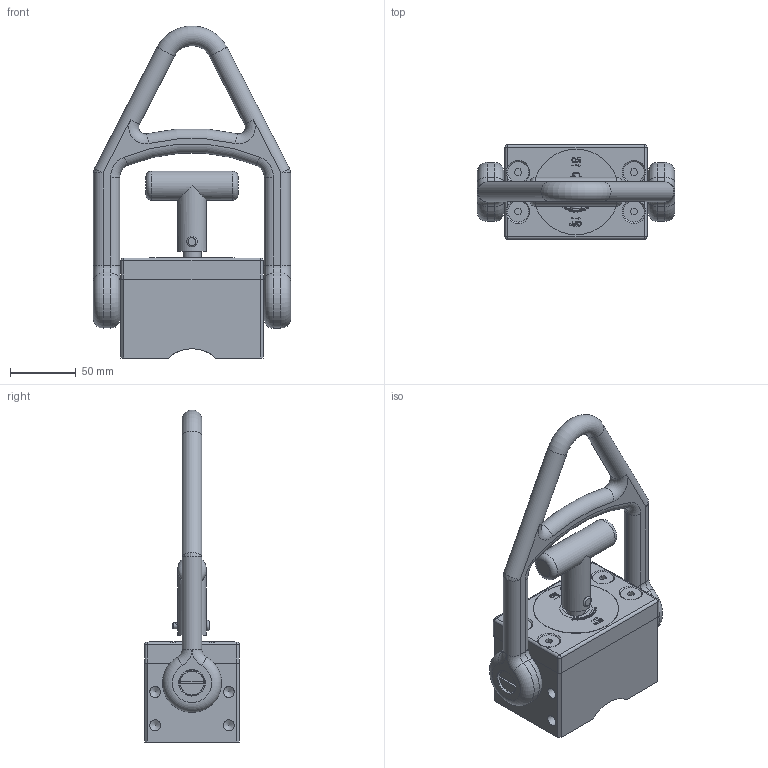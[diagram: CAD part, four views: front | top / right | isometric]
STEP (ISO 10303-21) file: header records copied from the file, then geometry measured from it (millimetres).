
FILE_DESCRIPTION(/* description */ ('HMS-MLAY1000 LIFT MAGNET-70MM'),/* implementation_level */ '2;1');
FILE_NAME(/* name */ 'MS-8100088.stp',/* time_stamp */ '2018-04-18T14:24:35+02:00',/* author */ ('rm'),/* organization */ (''),/* preprocessor_version */ 'ST-DEVELOPER v16.5',/* originating_system */ 'Autodesk Inventor 2017',/* authorisation */ '');
FILE_SCHEMA (('AUTOMOTIVE_DESIGN { 1 0 10303 214 3 1 1 }'));
Length unit declared in the file: millimetre
Products named in the file (12): MS-8100088; MS-8100099; P140023; P140024; P140026; P140025; P140027; P140039; 52.0208012; MS-8800006; P140040; P140041
Assembly tree (15 placements, depth 3):
  MS-8100088
    MS-8100099
      P140023
      P140024
      P140026
      P140025
      P140027
      P140039
      52.0208012  x4
    MS-8800006
      P140040
      P140041  x2
Bounding box: 150 x 72 x 252.45 mm (x, y, z)
Volume: 759995.7 mm3; surface area: 127019 mm2
Topology: 13 solids, 13 shells, 698 faces, 1790 edges, 1160 vertices
Faces by surface type: plane 320, bspline 213, cylinder 86, cone 43, torus 29, sphere 7
Full cylindrical faces by diameter (mm): 4.7 x5, 4.917 x1, 6.647 x4, 8 x6, 8.376 x10, 8.5 x4, 10 x2, 12.5 x2, 13 x4, 14 x1, 14.1 x1, 15 x2, 16 x4, 18 x2, 19.5 x2, 20 x2, 22 x2, 25 x1, 65 x1, 69 x1
Entity records: 21230 total; most frequent: CARTESIAN_POINT 7101, ORIENTED_EDGE 3064, DIRECTION 2207, EDGE_CURVE 1532, VERTEX_POINT 1042, LINE 877, VECTOR 877, EDGE_LOOP 792
